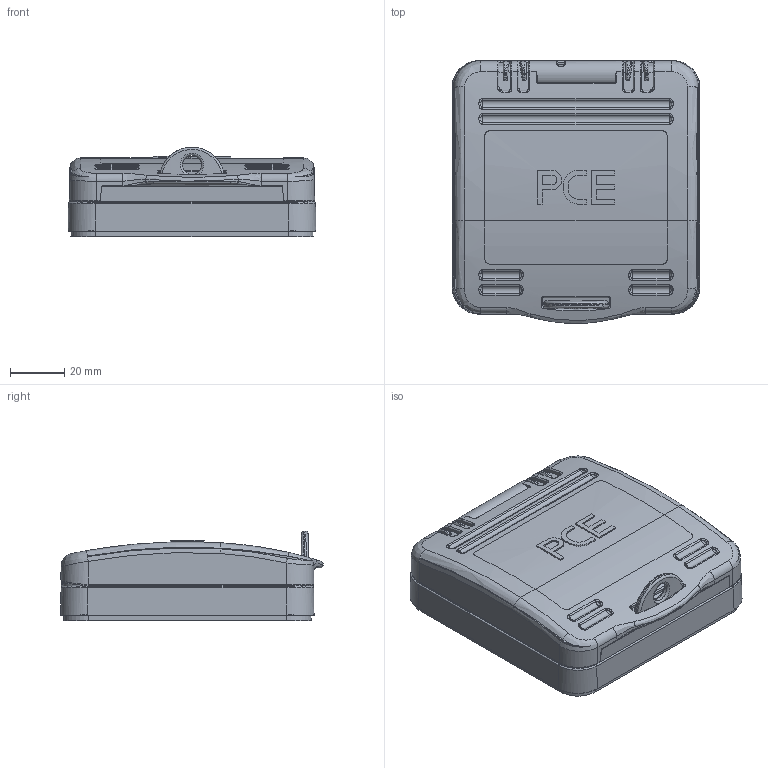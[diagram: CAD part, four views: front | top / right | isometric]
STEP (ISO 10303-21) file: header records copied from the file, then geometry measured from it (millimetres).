
FILE_DESCRIPTION (( 'STEP AP203' ), '1' );
FILE_NAME ('9006504.STEP', '2017-11-23T10:23:52', ( '' ), ( '' ), 'SwSTEP 2.0', 'SolidWorks 2016', '' );
FILE_SCHEMA (( 'CONFIG_CONTROL_DESIGN' ));
Length unit declared in the file: millimetre
Products named in the file (1): 9006504
Bounding box: 91.02 x 96.46 x 32.87 mm (x, y, z)
Volume: 115383.2 mm3; surface area: 33391.2 mm2
Topology: 1 solids, 3 shells, 627 faces, 1570 edges, 965 vertices
Faces by surface type: bspline 189, cylinder 187, plane 184, torus 36, cone 29, sphere 2
Full cylindrical faces by diameter (mm): 7 x1
Entity records: 24796 total; most frequent: CARTESIAN_POINT 11874, ORIENTED_EDGE 3078, DIRECTION 2173, EDGE_CURVE 1539, VERTEX_POINT 959, AXIS2_PLACEMENT_3D 808, EDGE_LOOP 670, FACE_OUTER_BOUND 634
